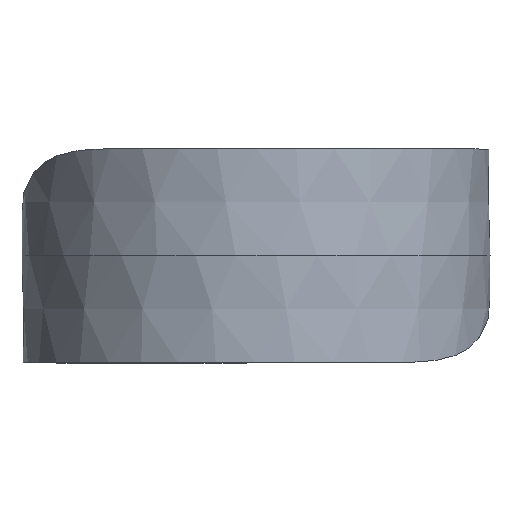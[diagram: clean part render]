
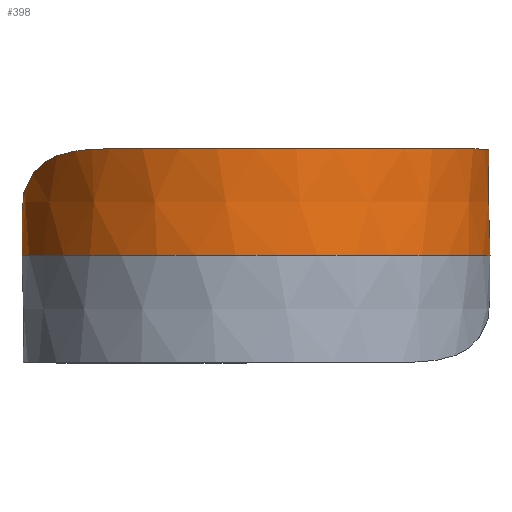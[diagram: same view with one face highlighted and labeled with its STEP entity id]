
A CAD part, top view. The second image highlights one B-rep face of the part: STEP entity #398.
In plain terms, the highlighted conical face has half-angle 1 degrees and reference radius 8.8 mm.
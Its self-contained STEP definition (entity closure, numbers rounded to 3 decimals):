
#23=CIRCLE($,#427,8.8);
#24=CIRCLE($,#428,8.8);
#25=CIRCLE($,#429,8.73);
#43=ELLIPSE($,#426,9.674,8.768);
#47=CONICAL_SURFACE($,#425,8.8,1.);
#58=FACE_OUTER_BOUND($,#82,.T.);
#82=EDGE_LOOP($,(#269,#270,#271,#272,#273,#274,#275));
#107=LINE($,#619,#121);
#121=VECTOR($,#482,4.001);
#133=B_SPLINE_CURVE_WITH_KNOTS($,3,(#576,#577,#578,#579,#580,#581,#582,
#583,#584,#585),.UNSPECIFIED.,.F.,.F.,(4,2,2,2,4),(-1.072,-0.882,
-0.749,-0.615,-0.566),.UNSPECIFIED.);
#135=B_SPLINE_CURVE_WITH_KNOTS($,3,(#604,#605,#606,#607,#608,#609,#610,
#611,#612,#613),.UNSPECIFIED.,.F.,.F.,(4,2,2,2,4),(5.103,5.21,
5.348,5.57,5.578),.UNSPECIFIED.);
#159=VERTEX_POINT($,#574);
#160=VERTEX_POINT($,#575);
#163=VERTEX_POINT($,#601);
#164=VERTEX_POINT($,#603);
#165=VERTEX_POINT($,#614);
#166=VERTEX_POINT($,#616);
#167=VERTEX_POINT($,#618);
#201=EDGE_CURVE($,#159,#160,#133,.T.);
#205=EDGE_CURVE($,#159,#163,#43,.T.);
#206=EDGE_CURVE($,#163,#164,#135,.F.);
#207=EDGE_CURVE($,#164,#165,#23,.T.);
#208=EDGE_CURVE($,#165,#166,#24,.T.);
#209=EDGE_CURVE($,#166,#167,#107,.T.);
#210=EDGE_CURVE($,#167,#160,#25,.T.);
#269=ORIENTED_EDGE($,*,*,#201,.F.);
#270=ORIENTED_EDGE($,*,*,#205,.T.);
#271=ORIENTED_EDGE($,*,*,#206,.T.);
#272=ORIENTED_EDGE($,*,*,#207,.T.);
#273=ORIENTED_EDGE($,*,*,#208,.T.);
#274=ORIENTED_EDGE($,*,*,#209,.T.);
#275=ORIENTED_EDGE($,*,*,#210,.T.);
#398=ADVANCED_FACE($,(#58),#47,.T.);
#425=AXIS2_PLACEMENT_3D($,#600,#474,#475);
#426=AXIS2_PLACEMENT_3D($,#602,#476,#477);
#427=AXIS2_PLACEMENT_3D($,#615,#478,#479);
#428=AXIS2_PLACEMENT_3D($,#617,#480,#481);
#429=AXIS2_PLACEMENT_3D($,#620,#483,#484);
#474=DIRECTION('center_axis',(0.,-1.,0.));
#475=DIRECTION('ref_axis',(-0.398,0.,-0.917));
#476=DIRECTION('center_axis',(0.,-0.906,0.423));
#477=DIRECTION('ref_axis',(0.,0.423,0.906));
#478=DIRECTION('center_axis',(0.,1.,0.));
#479=DIRECTION('ref_axis',(-0.398,0.,-0.917));
#480=DIRECTION('center_axis',(0.,1.,0.));
#481=DIRECTION('ref_axis',(-0.398,0.,-0.917));
#482=DIRECTION($,(-0.007,1.,0.016));
#483=DIRECTION('center_axis',(0.,-1.,0.));
#484=DIRECTION('ref_axis',(-0.398,0.,-0.917));
#574=CARTESIAN_POINT('',(-8.361,3.063,2.569));
#575=CARTESIAN_POINT('',(-5.481,4.,6.795));
#576=CARTESIAN_POINT('Ctrl Pts',(-8.361,3.063,2.569));
#577=CARTESIAN_POINT('Ctrl Pts',(-8.174,3.339,3.16));
#578=CARTESIAN_POINT('Ctrl Pts',(-7.914,3.543,3.756));
#579=CARTESIAN_POINT('Ctrl Pts',(-7.394,3.779,4.669));
#580=CARTESIAN_POINT('Ctrl Pts',(-7.127,3.857,5.07));
#581=CARTESIAN_POINT('Ctrl Pts',(-6.523,3.96,5.824));
#582=CARTESIAN_POINT('Ctrl Pts',(-6.186,3.985,6.177));
#583=CARTESIAN_POINT('Ctrl Pts',(-5.735,3.998,6.584));
#584=CARTESIAN_POINT('Ctrl Pts',(-5.61,4.,6.691));
#585=CARTESIAN_POINT('Ctrl Pts',(-5.481,4.,6.795));
#600=CARTESIAN_POINT('Origin',(0.,0.,0.));
#601=CARTESIAN_POINT('',(-8.555,0.937,-1.991));
#602=CARTESIAN_POINT('Origin',(0.,1.832,-0.071));
#603=CARTESIAN_POINT('',(-6.228,0.,-6.217));
#604=CARTESIAN_POINT('Ctrl Pts',(-6.228,0.,
-6.217));
#605=CARTESIAN_POINT('Ctrl Pts',(-6.49,0.,
-5.955));
#606=CARTESIAN_POINT('Ctrl Pts',(-6.748,0.011,-5.662));
#607=CARTESIAN_POINT('Ctrl Pts',(-7.287,0.072,-4.956));
#608=CARTESIAN_POINT('Ctrl Pts',(-7.553,0.134,-4.533));
#609=CARTESIAN_POINT('Ctrl Pts',(-8.103,0.356,-3.493));
#610=CARTESIAN_POINT('Ctrl Pts',(-8.373,0.581,-2.771));
#611=CARTESIAN_POINT('Ctrl Pts',(-8.544,0.913,-2.041));
#612=CARTESIAN_POINT('Ctrl Pts',(-8.549,0.925,-2.016));
#613=CARTESIAN_POINT('Ctrl Pts',(-8.555,0.937,-1.991));
#614=CARTESIAN_POINT('',(6.228,0.,-6.217));
#615=CARTESIAN_POINT('Origin',(0.,0.,0.));
#616=CARTESIAN_POINT('',(3.504,0.,-8.072));
#617=CARTESIAN_POINT('Origin',(0.,0.,0.));
#618=CARTESIAN_POINT('',(3.476,4.,-8.008));
#619=CARTESIAN_POINT($,(3.504,0.,-8.072));
#620=CARTESIAN_POINT('Origin',(0.,4.,0.));
